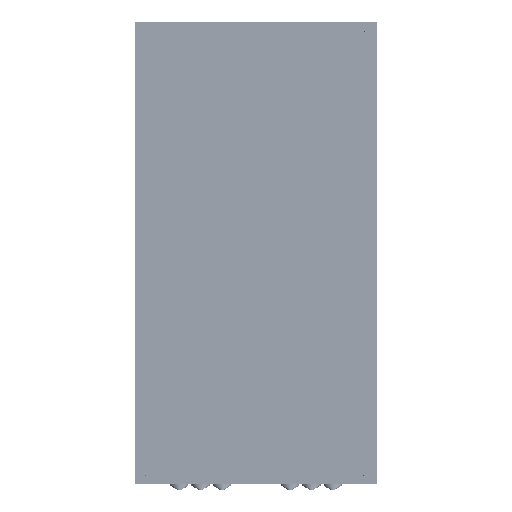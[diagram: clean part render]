
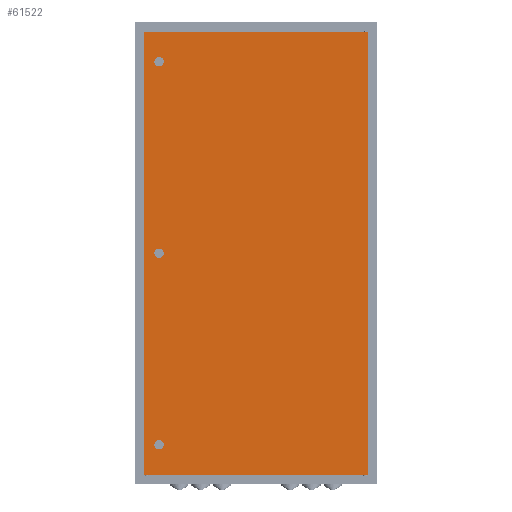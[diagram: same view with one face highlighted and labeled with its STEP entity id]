
A CAD part, top view. The second image highlights one B-rep face of the part: STEP entity #61522.
In plain terms, the highlighted planar face has unit normal (0, 0, 1).
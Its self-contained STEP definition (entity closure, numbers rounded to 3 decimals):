
#2962 = EDGE_CURVE ( 'NONE', #64138, #77394, #259486, .T. ) ;
#3027 = EDGE_CURVE ( 'NONE', #111847, #238044, #354399, .T. ) ;
#3443 = ORIENTED_EDGE ( 'NONE', *, *, #181668, .T. ) ;
#6161 = EDGE_LOOP ( 'NONE', ( #305745, #24901 ) ) ;
#8952 = EDGE_CURVE ( 'NONE', #90363, #304808, #176127, .T. ) ;
#10322 = CIRCLE ( 'NONE', #80234, 11. ) ;
#11419 = DIRECTION ( 'NONE',  ( 1., 0., 0. ) ) ;
#17499 = CARTESIAN_POINT ( 'NONE',  ( -238.5, 0., 138.2 ) ) ;
#23547 = VECTOR ( 'NONE', #323313, 1000. ) ;
#23993 = AXIS2_PLACEMENT_3D ( 'NONE', #248503, #219185, #334346 ) ;
#24901 = ORIENTED_EDGE ( 'NONE', *, *, #34929, .T. ) ;
#25142 = CARTESIAN_POINT ( 'NONE',  ( 262.5, 0., 138.2 ) ) ;
#34929 = EDGE_CURVE ( 'NONE', #304808, #90363, #316066, .T. ) ;
#37242 = VERTEX_POINT ( 'NONE', #17499 ) ;
#38260 = EDGE_CURVE ( 'NONE', #58021, #37242, #115896, .T. ) ;
#52985 = ORIENTED_EDGE ( 'NONE', *, *, #3027, .F. ) ;
#53348 = AXIS2_PLACEMENT_3D ( 'NONE', #313110, #121031, #122789 ) ;
#58021 = VERTEX_POINT ( 'NONE', #180199 ) ;
#58324 = AXIS2_PLACEMENT_3D ( 'NONE', #153400, #354485, #297851 ) ;
#61522 = ADVANCED_FACE ( 'NONE', ( #262287, #123167, #207346, #318890 ), #68278, .F. ) ;
#64138 = VERTEX_POINT ( 'NONE', #196724 ) ;
#65728 = DIRECTION ( 'NONE',  ( 1., 0., 0. ) ) ;
#68067 = VERTEX_POINT ( 'NONE', #168474 ) ;
#68278 = PLANE ( 'NONE',  #112508 ) ;
#70584 = CARTESIAN_POINT ( 'NONE',  ( -227.5, 460.5, 138.2 ) ) ;
#77394 = VERTEX_POINT ( 'NONE', #284353 ) ;
#80234 = AXIS2_PLACEMENT_3D ( 'NONE', #91792, #314829, #228955 ) ;
#84248 = EDGE_LOOP ( 'NONE', ( #249312, #176578 ) ) ;
#90363 = VERTEX_POINT ( 'NONE', #274743 ) ;
#91792 = CARTESIAN_POINT ( 'NONE',  ( -227.5, -449.5, 138.2 ) ) ;
#97367 = ORIENTED_EDGE ( 'NONE', *, *, #246365, .F. ) ;
#101538 = DIRECTION ( 'NONE',  ( 1., 0., 0. ) ) ;
#104870 = DIRECTION ( 'NONE',  ( -1., 0., 0. ) ) ;
#111847 = VERTEX_POINT ( 'NONE', #346647 ) ;
#112508 = AXIS2_PLACEMENT_3D ( 'NONE', #134061, #355342, #104870 ) ;
#115896 = CIRCLE ( 'NONE', #267649, 11. ) ;
#118884 = LINE ( 'NONE', #319938, #357891 ) ;
#121031 = DIRECTION ( 'NONE',  ( 0., 0., -1. ) ) ;
#122789 = DIRECTION ( 'NONE',  ( 0., -1., 0. ) ) ;
#123167 = FACE_BOUND ( 'NONE', #355403, .T. ) ;
#124683 = CARTESIAN_POINT ( 'NONE',  ( -227.5, 0., 138.2 ) ) ;
#134061 = CARTESIAN_POINT ( 'NONE',  ( 0., 0., 138.2 ) ) ;
#153400 = CARTESIAN_POINT ( 'NONE',  ( -227.5, -449.5, 138.2 ) ) ;
#154904 = VECTOR ( 'NONE', #101538, 1000. ) ;
#161869 = DIRECTION ( 'NONE',  ( 0., 0., -1. ) ) ;
#168474 = CARTESIAN_POINT ( 'NONE',  ( -227.5, -438.5, 138.2 ) ) ;
#176127 = CIRCLE ( 'NONE', #53348, 11. ) ;
#176578 = ORIENTED_EDGE ( 'NONE', *, *, #338918, .T. ) ;
#180199 = CARTESIAN_POINT ( 'NONE',  ( -216.5, 0., 138.2 ) ) ;
#181668 = EDGE_CURVE ( 'NONE', #77394, #238044, #118884, .T. ) ;
#186633 = VECTOR ( 'NONE', #235651, 1000. ) ;
#193431 = ORIENTED_EDGE ( 'NONE', *, *, #2962, .T. ) ;
#196724 = CARTESIAN_POINT ( 'NONE',  ( -262.5, 519.5, 138.2 ) ) ;
#198592 = EDGE_LOOP ( 'NONE', ( #3443, #52985, #97367, #193431 ) ) ;
#207346 = FACE_BOUND ( 'NONE', #6161, .T. ) ;
#219185 = DIRECTION ( 'NONE',  ( 0., 0., -1. ) ) ;
#228955 = DIRECTION ( 'NONE',  ( 0., 1., 0. ) ) ;
#233595 = CIRCLE ( 'NONE', #58324, 11. ) ;
#234712 = ORIENTED_EDGE ( 'NONE', *, *, #289034, .T. ) ;
#235651 = DIRECTION ( 'NONE',  ( 0., -1., 0. ) ) ;
#238044 = VERTEX_POINT ( 'NONE', #311238 ) ;
#241591 = EDGE_CURVE ( 'NONE', #68067, #302202, #233595, .T. ) ;
#246365 = EDGE_CURVE ( 'NONE', #64138, #111847, #346640, .T. ) ;
#248503 = CARTESIAN_POINT ( 'NONE',  ( -227.5, 449.5, 138.2 ) ) ;
#249312 = ORIENTED_EDGE ( 'NONE', *, *, #241591, .T. ) ;
#259486 = LINE ( 'NONE', #263123, #186633 ) ;
#261972 = DIRECTION ( 'NONE',  ( 0., 0., -1. ) ) ;
#262287 = FACE_BOUND ( 'NONE', #84248, .T. ) ;
#263123 = CARTESIAN_POINT ( 'NONE',  ( -262.5, 3117., 138.2 ) ) ;
#267649 = AXIS2_PLACEMENT_3D ( 'NONE', #124683, #261972, #11419 ) ;
#269529 = CARTESIAN_POINT ( 'NONE',  ( -227.5, -460.5, 138.2 ) ) ;
#274743 = CARTESIAN_POINT ( 'NONE',  ( -227.5, 438.5, 138.2 ) ) ;
#284353 = CARTESIAN_POINT ( 'NONE',  ( -262.5, -519.5, 138.2 ) ) ;
#289034 = EDGE_CURVE ( 'NONE', #37242, #58021, #361970, .T. ) ;
#295437 = CARTESIAN_POINT ( 'NONE',  ( 0., 519.5, 138.2 ) ) ;
#297851 = DIRECTION ( 'NONE',  ( 0., 1., 0. ) ) ;
#299199 = DIRECTION ( 'NONE',  ( 1., 0., 0. ) ) ;
#302202 = VERTEX_POINT ( 'NONE', #269529 ) ;
#304808 = VERTEX_POINT ( 'NONE', #70584 ) ;
#305745 = ORIENTED_EDGE ( 'NONE', *, *, #8952, .T. ) ;
#311238 = CARTESIAN_POINT ( 'NONE',  ( 262.5, -519.5, 138.2 ) ) ;
#313110 = CARTESIAN_POINT ( 'NONE',  ( -227.5, 449.5, 138.2 ) ) ;
#314829 = DIRECTION ( 'NONE',  ( 0., 0., -1. ) ) ;
#316066 = CIRCLE ( 'NONE', #23993, 11. ) ;
#318890 = FACE_OUTER_BOUND ( 'NONE', #198592, .T. ) ;
#319938 = CARTESIAN_POINT ( 'NONE',  ( 0., -519.5, 138.2 ) ) ;
#323313 = DIRECTION ( 'NONE',  ( 0., -1., 0. ) ) ;
#334346 = DIRECTION ( 'NONE',  ( 0., -1., 0. ) ) ;
#338532 = ORIENTED_EDGE ( 'NONE', *, *, #38260, .T. ) ;
#338918 = EDGE_CURVE ( 'NONE', #302202, #68067, #10322, .T. ) ;
#344460 = AXIS2_PLACEMENT_3D ( 'NONE', #361182, #161869, #299199 ) ;
#346640 = LINE ( 'NONE', #295437, #154904 ) ;
#346647 = CARTESIAN_POINT ( 'NONE',  ( 262.5, 519.5, 138.2 ) ) ;
#354399 = LINE ( 'NONE', #25142, #23547 ) ;
#354485 = DIRECTION ( 'NONE',  ( 0., 0., -1. ) ) ;
#355342 = DIRECTION ( 'NONE',  ( 0., 0., -1. ) ) ;
#355403 = EDGE_LOOP ( 'NONE', ( #338532, #234712 ) ) ;
#357891 = VECTOR ( 'NONE', #65728, 1000. ) ;
#361182 = CARTESIAN_POINT ( 'NONE',  ( -227.5, 0., 138.2 ) ) ;
#361970 = CIRCLE ( 'NONE', #344460, 11. ) ;
